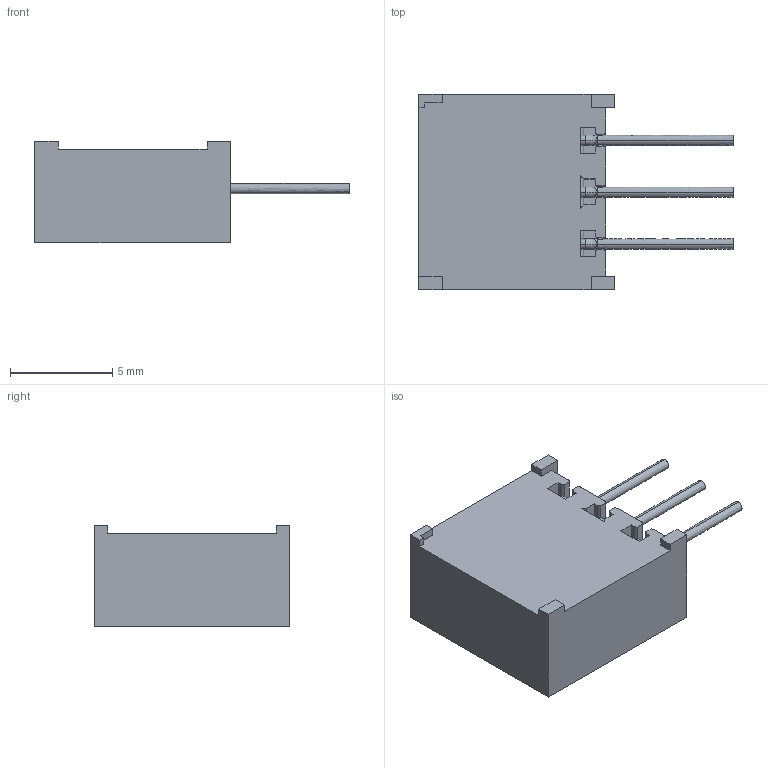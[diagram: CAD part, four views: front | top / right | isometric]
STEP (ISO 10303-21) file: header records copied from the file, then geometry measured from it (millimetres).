
FILE_DESCRIPTION((''),'2;1');
FILE_NAME('3386W001XXX_ASM','2009-09-23T',('minhn'),('Bourns, Inc.'),'PRO/ENGINEER BY PARAMETRIC TECHNOLOGY CORPORATION, 2001200','PRO/ENGINEER BY PARAMETRIC TECHNOLOGY CORPORATION, 2001200','');
FILE_SCHEMA(('AUTOMOTIVE_DESIGN_CC2 { 1 2 10303 214 -1 1 5 2 }'));
Length unit declared in the file: inch
Products named in the file (2): 33756-71100; 3386W001XXX_ASM
Assembly tree (1 placements, depth 2):
  3386W001XXX_ASM
    33756-71100
Bounding box: 15.39 x 9.58 x 4.95 mm (x, y, z)
Volume: 386.7 mm3; surface area: 521.7 mm2
Topology: 1 solids, 2 shells, 156 faces, 403 edges, 256 vertices
Faces by surface type: bspline 156
Entity records: 7692 total; most frequent: CARTESIAN_POINT 3080, ORIENTED_EDGE 806, DIRECTION 510, PRESENTATION_STYLE_ASSIGNMENT 404, STYLED_ITEM 404, CURVE_STYLE 403, EDGE_CURVE 403, VERTEX_POINT 256
